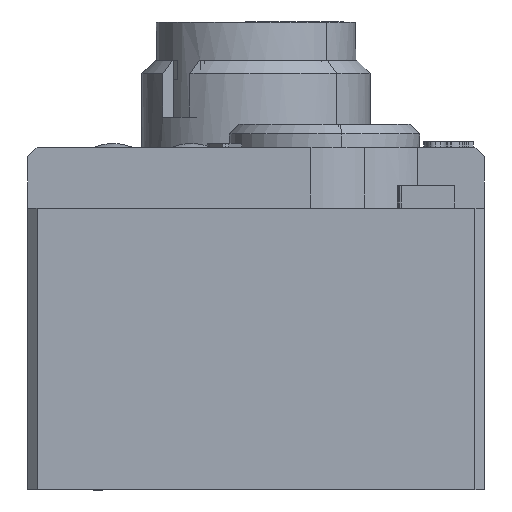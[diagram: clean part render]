
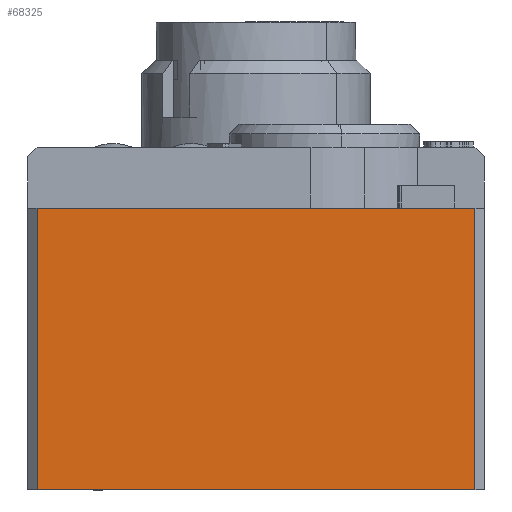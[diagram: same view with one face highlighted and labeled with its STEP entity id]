
A CAD part, front view. The second image highlights one B-rep face of the part: STEP entity #68325.
In plain terms, the highlighted planar face has unit normal (0, -1, 0).
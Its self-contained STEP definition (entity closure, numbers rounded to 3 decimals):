
#68317=AXIS2_PLACEMENT_3D('Plane Axis2P3D',#68314,#68315,#68316) ;
#59601=CARTESIAN_POINT('Vertex',(23.5,0.,0.)) ;
#59604=CARTESIAN_POINT('Line Origine',(12.,0.,0.)) ;
#59608=CARTESIAN_POINT('Vertex',(0.5,0.,0.)) ;
#59691=CARTESIAN_POINT('Line Origine',(0.5,0.,7.4)) ;
#59695=CARTESIAN_POINT('Vertex',(0.5,0.,14.8)) ;
#59722=CARTESIAN_POINT('Line Origine',(12.,0.,14.8)) ;
#59726=CARTESIAN_POINT('Vertex',(23.5,0.,14.8)) ;
#67893=CARTESIAN_POINT('Line Origine',(23.5,0.,7.4)) ;
#68314=CARTESIAN_POINT('Axis2P3D Location',(0.,0.,0.)) ;
#59605=DIRECTION('Vector Direction',(1.,0.,0.)) ;
#59692=DIRECTION('Vector Direction',(0.,0.,1.)) ;
#59723=DIRECTION('Vector Direction',(-1.,0.,0.)) ;
#67894=DIRECTION('Vector Direction',(0.,0.,-1.)) ;
#68315=DIRECTION('Axis2P3D Direction',(0.,-1.,0.)) ;
#68316=DIRECTION('Axis2P3D XDirection',(1.,0.,0.)) ;
#59606=VECTOR('Line Direction',#59605,1.) ;
#59693=VECTOR('Line Direction',#59692,1.) ;
#59724=VECTOR('Line Direction',#59723,1.) ;
#67895=VECTOR('Line Direction',#67894,1.) ;
#68320=ORIENTED_EDGE('',*,*,#67897,.F.) ;
#68321=ORIENTED_EDGE('',*,*,#59728,.T.) ;
#68322=ORIENTED_EDGE('',*,*,#59697,.F.) ;
#68323=ORIENTED_EDGE('',*,*,#59610,.T.) ;
#68325=ADVANCED_FACE('Hauptkoerper',(#68324),#68318,.T.) ;
#59610=EDGE_CURVE('',#59609,#59602,#59607,.T.) ;
#59697=EDGE_CURVE('',#59609,#59696,#59694,.T.) ;
#59728=EDGE_CURVE('',#59727,#59696,#59725,.T.) ;
#67897=EDGE_CURVE('',#59727,#59602,#67896,.T.) ;
#68319=EDGE_LOOP('',(#68320,#68321,#68322,#68323)) ;
#68324=FACE_OUTER_BOUND('',#68319,.T.) ;
#59607=LINE('Line',#59604,#59606) ;
#59694=LINE('Line',#59691,#59693) ;
#59725=LINE('Line',#59722,#59724) ;
#67896=LINE('Line',#67893,#67895) ;
#68318=PLANE('',#68317) ;
#59602=VERTEX_POINT('',#59601) ;
#59609=VERTEX_POINT('',#59608) ;
#59696=VERTEX_POINT('',#59695) ;
#59727=VERTEX_POINT('',#59726) ;
